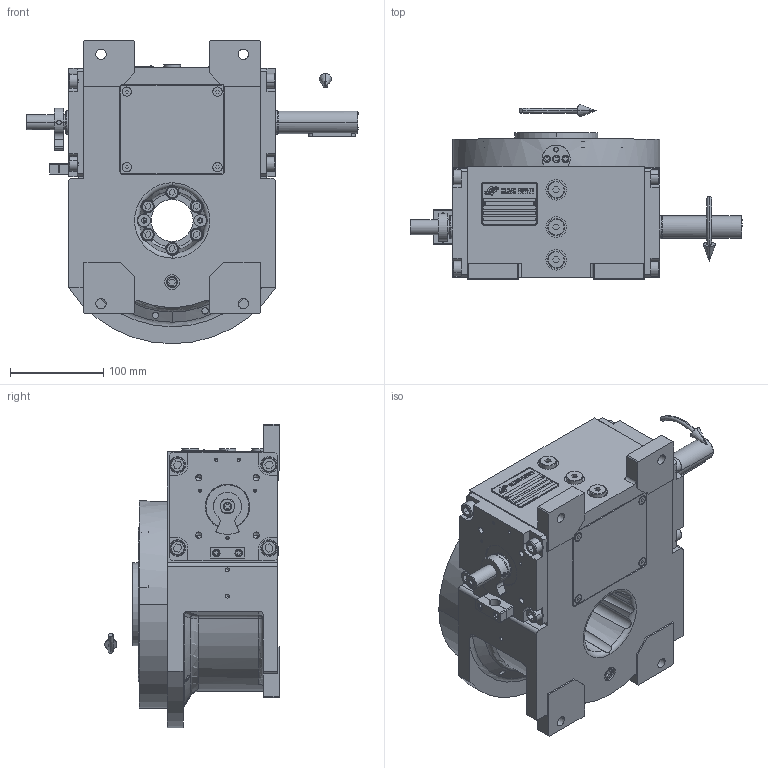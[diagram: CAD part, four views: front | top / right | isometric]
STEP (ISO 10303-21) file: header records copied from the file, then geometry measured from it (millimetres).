
FILE_DESCRIPTION (( 'STEP AP203' ), '1' );
FILE_NAME ('PC5201582.step', '2025-10-16T08:59:08', ( '' ), ( '' ), 'SwSTEP 2.0', 'SolidWorks 2020', '' );
FILE_SCHEMA (( 'CONFIG_CONTROL_DESIGN' ));
Length unit declared in the file: millimetre
Products named in the file (83): rig06_004; cfn2003_01_054; rig06_005_n_01; olio_agip_blasia_150; cfn2070_05_005; cfn2000_01_103; rig06_001_a; cfn2128_19_002; CFN2000_01_185.stp; CFN2223_01-570X6-B.stp; cfn2000_01_124; AS_900_38_30_003; cfn2115_01_005; freccia_angolare_albero; CFN2010_02_002.stp; cfn2158_01_011; cfn2115_02_165; cfn2104_01_016; rig06_017; AS_rig06_016; cfn2158_01_010; cfn2128_04_004; cfn2000_01_126; CFN2010_01_012.stp; AS_rig06_004; cfn2151_01_290; cfn2010_01_015.prt; cfn2205_01_013; 900_38_11_019; AS_rig06_004_s_001; rig06_016; AS_rig06_017; cfn2476_01_002_60x46; RIG06_005_ASM.stp; AS_900_38_11_019; AS_cfn2476_01_002_60x46; AS_rig06_071_8_m; 900_38_30_003; cfn2155_01_056; rig06_071_08_m_asm.stp ...
Assembly tree (76 placements, depth 5):
  olio_agip_blasia_150
  CFN2223_01-570X6-B.stp
  cfn2115_02_165
  cfn2158_01_010
  CFN2010_01_012.stp
Bounding box: 355.5 x 187 x 325 mm (x, y, z)
Volume: 2335859.1 mm3; surface area: 765484.9 mm2
Topology: 67 solids, 67 shells, 2127 faces, 5271 edges, 3386 vertices
Faces by surface type: plane 1081, cylinder 689, cone 323, torus 22, bspline 6, sphere 6
Entity records: 72815 total; most frequent: CARTESIAN_POINT 16068, DIRECTION 10132, ORIENTED_EDGE 9746, EDGE_CURVE 4873, AXIS2_PLACEMENT_3D 3506, VERTEX_POINT 3181, LINE 3120, VECTOR 3120
